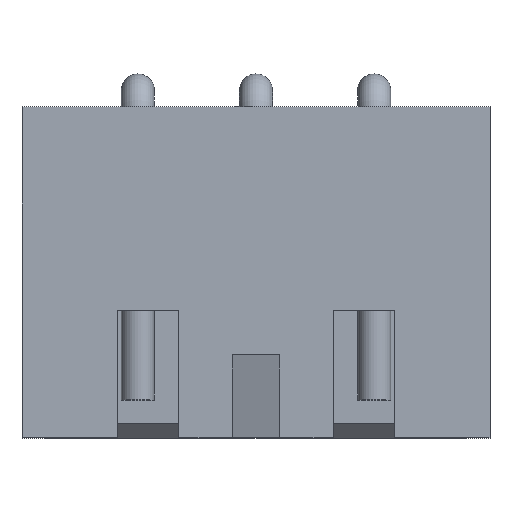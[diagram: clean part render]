
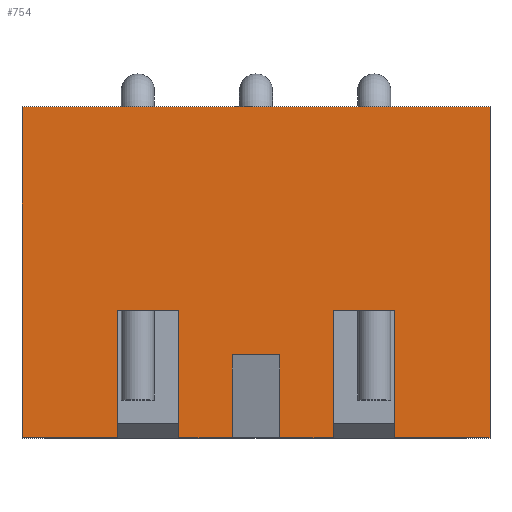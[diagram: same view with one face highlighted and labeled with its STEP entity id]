
A CAD part, top view. The second image highlights one B-rep face of the part: STEP entity #754.
In plain terms, the highlighted planar face has unit normal (0, 0, 1).
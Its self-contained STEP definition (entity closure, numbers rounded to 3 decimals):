
#69=FACE_OUTER_BOUND('',#112,.T.);
#112=EDGE_LOOP('',(#534,#535,#536,#537,#538,#539,#540,#541,#542,#543,#544,
#545,#546,#547,#548,#549));
#152=LINE('',#1132,#230);
#156=LINE('',#1139,#234);
#159=LINE('',#1146,#237);
#172=LINE('',#1172,#250);
#176=LINE('',#1180,#254);
#182=LINE('',#1192,#260);
#183=LINE('',#1194,#261);
#184=LINE('',#1196,#262);
#185=LINE('',#1198,#263);
#186=LINE('',#1200,#264);
#187=LINE('',#1202,#265);
#188=LINE('',#1204,#266);
#189=LINE('',#1205,#267);
#190=LINE('',#1207,#268);
#191=LINE('',#1209,#269);
#192=LINE('',#1210,#270);
#230=VECTOR('',#897,10.);
#234=VECTOR('',#903,10.);
#237=VECTOR('',#908,10.);
#250=VECTOR('',#927,10.);
#254=VECTOR('',#931,10.);
#260=VECTOR('',#939,10.);
#261=VECTOR('',#940,10.);
#262=VECTOR('',#941,10.);
#263=VECTOR('',#942,10.);
#264=VECTOR('',#943,10.);
#265=VECTOR('',#944,10.);
#266=VECTOR('',#945,10.);
#267=VECTOR('',#946,10.);
#268=VECTOR('',#947,10.);
#269=VECTOR('',#948,10.);
#270=VECTOR('',#949,10.);
#308=VERTEX_POINT('',#1129);
#309=VERTEX_POINT('',#1131);
#311=VERTEX_POINT('',#1137);
#314=VERTEX_POINT('',#1144);
#324=VERTEX_POINT('',#1171);
#327=VERTEX_POINT('',#1177);
#328=VERTEX_POINT('',#1179);
#333=VERTEX_POINT('',#1191);
#334=VERTEX_POINT('',#1193);
#335=VERTEX_POINT('',#1195);
#336=VERTEX_POINT('',#1197);
#337=VERTEX_POINT('',#1199);
#338=VERTEX_POINT('',#1201);
#339=VERTEX_POINT('',#1203);
#340=VERTEX_POINT('',#1206);
#341=VERTEX_POINT('',#1208);
#384=EDGE_CURVE('',#309,#308,#152,.T.);
#388=EDGE_CURVE('',#308,#311,#156,.T.);
#391=EDGE_CURVE('',#311,#314,#159,.T.);
#404=EDGE_CURVE('',#324,#309,#172,.T.);
#408=EDGE_CURVE('',#328,#327,#176,.T.);
#414=EDGE_CURVE('',#314,#333,#182,.T.);
#415=EDGE_CURVE('',#333,#334,#183,.T.);
#416=EDGE_CURVE('',#334,#335,#184,.T.);
#417=EDGE_CURVE('',#335,#336,#185,.T.);
#418=EDGE_CURVE('',#336,#337,#186,.T.);
#419=EDGE_CURVE('',#337,#338,#187,.T.);
#420=EDGE_CURVE('',#338,#339,#188,.T.);
#421=EDGE_CURVE('',#339,#328,#189,.T.);
#422=EDGE_CURVE('',#327,#340,#190,.T.);
#423=EDGE_CURVE('',#340,#341,#191,.T.);
#424=EDGE_CURVE('',#341,#324,#192,.T.);
#534=ORIENTED_EDGE('',*,*,#384,.T.);
#535=ORIENTED_EDGE('',*,*,#388,.T.);
#536=ORIENTED_EDGE('',*,*,#391,.T.);
#537=ORIENTED_EDGE('',*,*,#414,.T.);
#538=ORIENTED_EDGE('',*,*,#415,.T.);
#539=ORIENTED_EDGE('',*,*,#416,.T.);
#540=ORIENTED_EDGE('',*,*,#417,.T.);
#541=ORIENTED_EDGE('',*,*,#418,.T.);
#542=ORIENTED_EDGE('',*,*,#419,.T.);
#543=ORIENTED_EDGE('',*,*,#420,.T.);
#544=ORIENTED_EDGE('',*,*,#421,.T.);
#545=ORIENTED_EDGE('',*,*,#408,.T.);
#546=ORIENTED_EDGE('',*,*,#422,.T.);
#547=ORIENTED_EDGE('',*,*,#423,.T.);
#548=ORIENTED_EDGE('',*,*,#424,.T.);
#549=ORIENTED_EDGE('',*,*,#404,.T.);
#720=PLANE('',#820);
#754=ADVANCED_FACE('',(#69),#720,.T.);
#820=AXIS2_PLACEMENT_3D('',#1190,#937,#938);
#897=DIRECTION('',(0.,1.,0.));
#903=DIRECTION('',(1.,0.,0.));
#908=DIRECTION('',(0.,-1.,0.));
#927=DIRECTION('',(1.,0.,0.));
#931=DIRECTION('',(1.,0.,0.));
#937=DIRECTION('center_axis',(0.,0.,1.));
#938=DIRECTION('ref_axis',(1.,0.,0.));
#939=DIRECTION('',(1.,0.,0.));
#940=DIRECTION('',(0.,1.,0.));
#941=DIRECTION('',(1.,0.,0.));
#942=DIRECTION('',(0.,-1.,0.));
#943=DIRECTION('',(1.,0.,0.));
#944=DIRECTION('',(0.,1.,0.));
#945=DIRECTION('',(1.,0.,0.));
#946=DIRECTION('',(0.,-1.,0.));
#947=DIRECTION('',(0.,1.,0.));
#948=DIRECTION('',(-1.,0.,0.));
#949=DIRECTION('',(0.,-1.,0.));
#1129=CARTESIAN_POINT('',(-5.433,-4.65,5.8));
#1131=CARTESIAN_POINT('',(-5.433,-7.35,5.8));
#1132=CARTESIAN_POINT('',(-5.433,-4.25,5.8));
#1137=CARTESIAN_POINT('',(-4.133,-4.65,5.8));
#1139=CARTESIAN_POINT('',(-3.317,-4.65,5.8));
#1144=CARTESIAN_POINT('',(-4.133,-7.35,5.8));
#1146=CARTESIAN_POINT('',(-4.133,-5.6,5.8));
#1171=CARTESIAN_POINT('',(-7.45,-7.35,5.8));
#1172=CARTESIAN_POINT('',(-7.45,-7.35,5.8));
#1177=CARTESIAN_POINT('',(2.45,-7.35,5.8));
#1179=CARTESIAN_POINT('',(0.433,-7.35,5.8));
#1180=CARTESIAN_POINT('',(-7.45,-7.35,5.8));
#1190=CARTESIAN_POINT('Origin',(-2.5,-3.85,5.8));
#1191=CARTESIAN_POINT('',(-3.,-7.35,5.8));
#1192=CARTESIAN_POINT('',(-7.45,-7.35,5.8));
#1193=CARTESIAN_POINT('',(-3.,-5.6,5.8));
#1194=CARTESIAN_POINT('',(-3.,-4.725,5.8));
#1195=CARTESIAN_POINT('',(-2.,-5.6,5.8));
#1196=CARTESIAN_POINT('',(-2.25,-5.6,5.8));
#1197=CARTESIAN_POINT('',(-2.,-7.35,5.8));
#1198=CARTESIAN_POINT('',(-2.,-5.6,5.8));
#1199=CARTESIAN_POINT('',(-0.867,-7.35,5.8));
#1200=CARTESIAN_POINT('',(-7.45,-7.35,5.8));
#1201=CARTESIAN_POINT('',(-0.867,-4.65,5.8));
#1202=CARTESIAN_POINT('',(-0.867,-5.6,5.8));
#1203=CARTESIAN_POINT('',(0.433,-4.65,5.8));
#1204=CARTESIAN_POINT('',(-1.683,-4.65,5.8));
#1205=CARTESIAN_POINT('',(0.433,-4.25,5.8));
#1206=CARTESIAN_POINT('',(2.45,-0.35,5.8));
#1207=CARTESIAN_POINT('',(2.45,-7.35,5.8));
#1208=CARTESIAN_POINT('',(-7.45,-0.35,5.8));
#1209=CARTESIAN_POINT('',(2.45,-0.35,5.8));
#1210=CARTESIAN_POINT('',(-7.45,-0.35,5.8));
